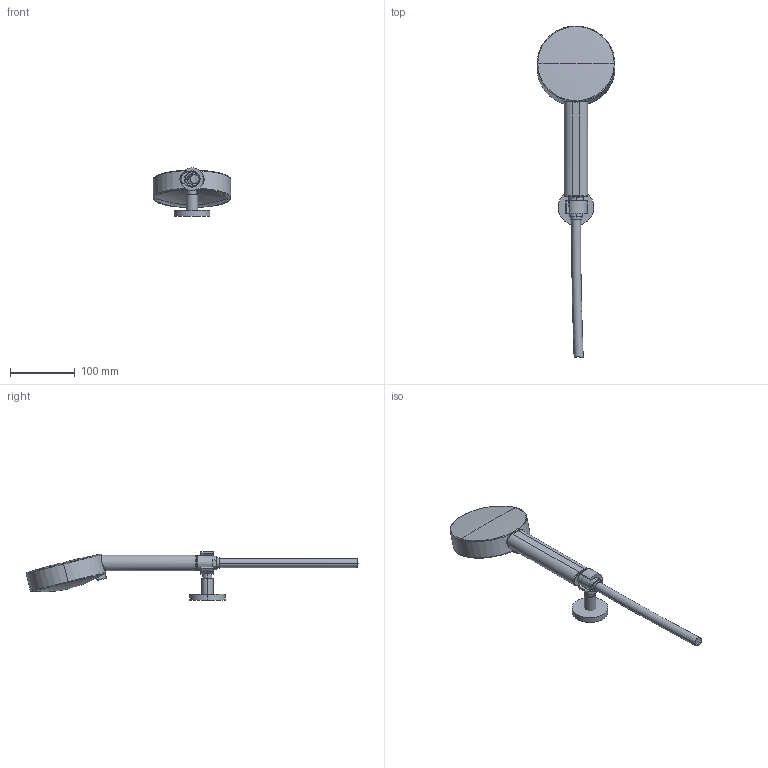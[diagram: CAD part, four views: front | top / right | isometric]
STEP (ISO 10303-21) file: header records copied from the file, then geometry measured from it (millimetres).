
FILE_DESCRIPTION (( 'STEP AP214' ), '1' );
FILE_NAME ('27805625 .STEP', '2020-09-28T08:29:11', ( '' ), ( '' ), 'SwSTEP 2.0', 'SolidWorks 2020', '' );
FILE_SCHEMA (( 'AUTOMOTIVE_DESIGN' ));
Length unit declared in the file: millimetre
Products named in the file (8): Planungsmodell_Einsatz-+-04.12.11.070.00-02_ _K1; Planungsmodell_Brausehalter-+-27.804.930-01_ _K1; Planungsmodell_Rosette_rund-+-36.104.820-01_ _K5_55x9; Planungsmodell_Handbrause-+-04.12.11.070.00-1_ _PDB_04121107000-00; Planungsmodell_Schlauch-+-09.30.02.072-01_ _K3_Anschluesse; 27805625 ; Planungsmodell_Gehaeuse-+-04.12.11.070.00-03_ _K1; Planungsmodell_Schlauch-+-09.30.02.072-01_ _K3_Schlauch
Assembly tree (7 placements, depth 3):
  27805625 
    Planungsmodell_Rosette_rund-+-36.104.820-01_ _K5_55x9
    Planungsmodell_Brausehalter-+-27.804.930-01_ _K1
    Planungsmodell_Schlauch-+-09.30.02.072-01_ _K3_Anschluesse
    Planungsmodell_Schlauch-+-09.30.02.072-01_ _K3_Schlauch
    Planungsmodell_Handbrause-+-04.12.11.070.00-1_ _PDB_04121107000-00
      Planungsmodell_Gehaeuse-+-04.12.11.070.00-03_ _K1
      Planungsmodell_Einsatz-+-04.12.11.070.00-02_ _K1
Bounding box: 120 x 512.41 x 74.97 mm (x, y, z)
Volume: 615949.3 mm3; surface area: 94366.7 mm2
Topology: 6 solids, 6 shells, 109 faces, 241 edges, 145 vertices
Faces by surface type: cylinder 41, bspline 35, plane 27, torus 4, cone 2
Entity records: 4884 total; most frequent: CARTESIAN_POINT 2421, ORIENTED_EDGE 474, DIRECTION 432, EDGE_CURVE 237, AXIS2_PLACEMENT_3D 185, VERTEX_POINT 145, EDGE_LOOP 114, ADVANCED_FACE 109
